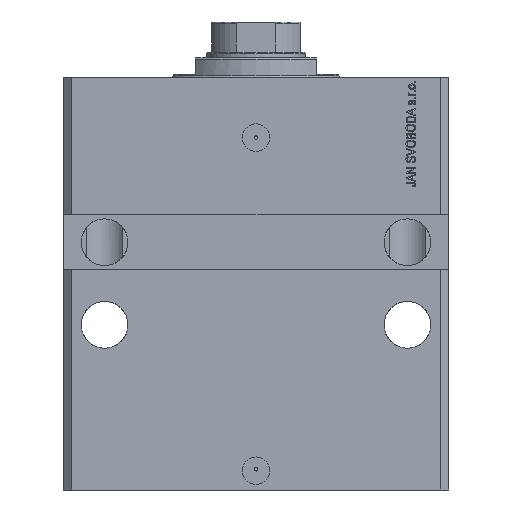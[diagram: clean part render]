
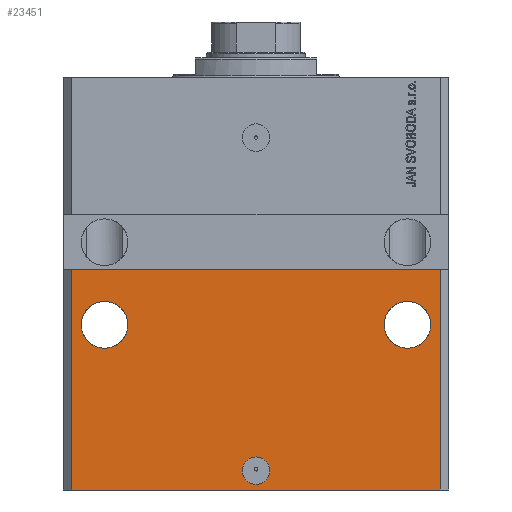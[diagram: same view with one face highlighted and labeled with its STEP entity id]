
A CAD part, front view. The second image highlights one B-rep face of the part: STEP entity #23451.
In plain terms, the highlighted planar face has unit normal (0, -1, 0).
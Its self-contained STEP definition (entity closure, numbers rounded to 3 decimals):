
#33 = CARTESIAN_POINT ( 'NONE',  ( 0., -55., -143. ) ) ;
#42 = DIRECTION ( 'NONE',  ( 1., 0., 0. ) ) ;
#196 = CARTESIAN_POINT ( 'NONE',  ( -67., -55., -150. ) ) ;
#437 = DIRECTION ( 'NONE',  ( 1., 0., 0. ) ) ;
#999 = ORIENTED_EDGE ( 'NONE', *, *, #44984, .F. ) ;
#1898 = EDGE_CURVE ( 'NONE', #38516, #37102, #40344, .T. ) ;
#1978 = VERTEX_POINT ( 'NONE', #12724 ) ;
#3317 = CARTESIAN_POINT ( 'NONE',  ( -5., -55., -143. ) ) ;
#3859 = EDGE_CURVE ( 'NONE', #19130, #15830, #26781, .T. ) ;
#4744 = DIRECTION ( 'NONE',  ( -1., 0., 0. ) ) ;
#5519 = VECTOR ( 'NONE', #23030, 1000. ) ;
#6174 = EDGE_CURVE ( 'NONE', #19130, #1978, #25897, .T. ) ;
#7021 = CARTESIAN_POINT ( 'NONE',  ( -55., -55., -90. ) ) ;
#7095 = EDGE_LOOP ( 'NONE', ( #19896, #23096 ) ) ;
#7817 = CARTESIAN_POINT ( 'NONE',  ( -55., -55., -90. ) ) ;
#8770 = CARTESIAN_POINT ( 'NONE',  ( -67., -55., -70. ) ) ;
#9957 = EDGE_CURVE ( 'NONE', #28669, #12217, #31697, .T. ) ;
#10205 = DIRECTION ( 'NONE',  ( 1., 0., 0. ) ) ;
#11862 = ORIENTED_EDGE ( 'NONE', *, *, #12004, .T. ) ;
#12004 = EDGE_CURVE ( 'NONE', #1978, #35875, #39208, .T. ) ;
#12217 = VERTEX_POINT ( 'NONE', #29453 ) ;
#12306 = ORIENTED_EDGE ( 'NONE', *, *, #34429, .F. ) ;
#12452 = EDGE_LOOP ( 'NONE', ( #12306, #15124, #15608, #11862 ) ) ;
#12724 = CARTESIAN_POINT ( 'NONE',  ( 67., -55., -150. ) ) ;
#15063 = ORIENTED_EDGE ( 'NONE', *, *, #1898, .F. ) ;
#15124 = ORIENTED_EDGE ( 'NONE', *, *, #3859, .F. ) ;
#15516 = CIRCLE ( 'NONE', #24263, 5. ) ;
#15608 = ORIENTED_EDGE ( 'NONE', *, *, #6174, .T. ) ;
#15830 = VERTEX_POINT ( 'NONE', #8770 ) ;
#16357 = FACE_BOUND ( 'NONE', #23044, .T. ) ;
#16389 = CIRCLE ( 'NONE', #18797, 5. ) ;
#16437 = EDGE_LOOP ( 'NONE', ( #37763, #32535 ) ) ;
#16895 = DIRECTION ( 'NONE',  ( 0., -1., 0. ) ) ;
#18004 = CIRCLE ( 'NONE', #33107, 8.5 ) ;
#18797 = AXIS2_PLACEMENT_3D ( 'NONE', #23065, #26556, #22816 ) ;
#19130 = VERTEX_POINT ( 'NONE', #38858 ) ;
#19273 = CARTESIAN_POINT ( 'NONE',  ( 5., -55., -143. ) ) ;
#19896 = ORIENTED_EDGE ( 'NONE', *, *, #9957, .F. ) ;
#21395 = CIRCLE ( 'NONE', #30978, 8.5 ) ;
#22218 = DIRECTION ( 'NONE',  ( 0., -1., 0. ) ) ;
#22816 = DIRECTION ( 'NONE',  ( 1., 0., 0. ) ) ;
#23030 = DIRECTION ( 'NONE',  ( 0., 0., 1. ) ) ;
#23044 = EDGE_LOOP ( 'NONE', ( #999, #15063 ) ) ;
#23065 = CARTESIAN_POINT ( 'NONE',  ( 0., -55., -143. ) ) ;
#23096 = ORIENTED_EDGE ( 'NONE', *, *, #34824, .F. ) ;
#23451 = ADVANCED_FACE ( 'NONE', ( #42312, #16357, #26614, #23604 ), #41820, .T. ) ;
#23604 = FACE_OUTER_BOUND ( 'NONE', #12452, .T. ) ;
#23935 = LINE ( 'NONE', #44349, #33910 ) ;
#24263 = AXIS2_PLACEMENT_3D ( 'NONE', #33, #22218, #30424 ) ;
#25897 = LINE ( 'NONE', #29628, #45957 ) ;
#26556 = DIRECTION ( 'NONE',  ( 0., -1., 0. ) ) ;
#26614 = FACE_BOUND ( 'NONE', #7095, .T. ) ;
#26745 = DIRECTION ( 'NONE',  ( -1., 0., 0. ) ) ;
#26781 = LINE ( 'NONE', #34013, #42812 ) ;
#28091 = VERTEX_POINT ( 'NONE', #3317 ) ;
#28111 = CARTESIAN_POINT ( 'NONE',  ( 55., -55., -90. ) ) ;
#28669 = VERTEX_POINT ( 'NONE', #36593 ) ;
#29453 = CARTESIAN_POINT ( 'NONE',  ( -63.5, -55., -90. ) ) ;
#29628 = CARTESIAN_POINT ( 'NONE',  ( -67., -55., -150. ) ) ;
#30424 = DIRECTION ( 'NONE',  ( 1., 0., 0. ) ) ;
#30923 = CARTESIAN_POINT ( 'NONE',  ( 55., -55., -90. ) ) ;
#30978 = AXIS2_PLACEMENT_3D ( 'NONE', #28111, #16895, #46832 ) ;
#31228 = EDGE_CURVE ( 'NONE', #34902, #28091, #15516, .T. ) ;
#31697 = CIRCLE ( 'NONE', #45276, 8.5 ) ;
#32535 = ORIENTED_EDGE ( 'NONE', *, *, #34618, .F. ) ;
#32924 = CARTESIAN_POINT ( 'NONE',  ( 67., -55., -70. ) ) ;
#33107 = AXIS2_PLACEMENT_3D ( 'NONE', #7817, #45208, #26745 ) ;
#33910 = VECTOR ( 'NONE', #36377, 1000. ) ;
#34013 = CARTESIAN_POINT ( 'NONE',  ( -67., -55., -150. ) ) ;
#34429 = EDGE_CURVE ( 'NONE', #15830, #35875, #23935, .T. ) ;
#34618 = EDGE_CURVE ( 'NONE', #28091, #34902, #16389, .T. ) ;
#34737 = CARTESIAN_POINT ( 'NONE',  ( 67., -55., -150. ) ) ;
#34824 = EDGE_CURVE ( 'NONE', #12217, #28669, #18004, .T. ) ;
#34902 = VERTEX_POINT ( 'NONE', #19273 ) ;
#35875 = VERTEX_POINT ( 'NONE', #32924 ) ;
#36377 = DIRECTION ( 'NONE',  ( 1., 0., 0. ) ) ;
#36593 = CARTESIAN_POINT ( 'NONE',  ( -46.5, -55., -90. ) ) ;
#36853 = AXIS2_PLACEMENT_3D ( 'NONE', #196, #46059, #437 ) ;
#37102 = VERTEX_POINT ( 'NONE', #49361 ) ;
#37427 = DIRECTION ( 'NONE',  ( 0., -1., 0. ) ) ;
#37763 = ORIENTED_EDGE ( 'NONE', *, *, #31228, .F. ) ;
#38516 = VERTEX_POINT ( 'NONE', #40549 ) ;
#38858 = CARTESIAN_POINT ( 'NONE',  ( -67., -55., -150. ) ) ;
#39208 = LINE ( 'NONE', #34737, #5519 ) ;
#40344 = CIRCLE ( 'NONE', #44302, 8.5 ) ;
#40549 = CARTESIAN_POINT ( 'NONE',  ( 46.5, -55., -90. ) ) ;
#41820 = PLANE ( 'NONE',  #36853 ) ;
#41986 = DIRECTION ( 'NONE',  ( 0., 0., 1. ) ) ;
#42312 = FACE_BOUND ( 'NONE', #16437, .T. ) ;
#42812 = VECTOR ( 'NONE', #41986, 1000. ) ;
#44302 = AXIS2_PLACEMENT_3D ( 'NONE', #30923, #45165, #42 ) ;
#44349 = CARTESIAN_POINT ( 'NONE',  ( -70., -55., -70. ) ) ;
#44984 = EDGE_CURVE ( 'NONE', #37102, #38516, #21395, .T. ) ;
#45165 = DIRECTION ( 'NONE',  ( 0., -1., 0. ) ) ;
#45208 = DIRECTION ( 'NONE',  ( 0., -1., 0. ) ) ;
#45276 = AXIS2_PLACEMENT_3D ( 'NONE', #7021, #37427, #4744 ) ;
#45957 = VECTOR ( 'NONE', #10205, 1000. ) ;
#46059 = DIRECTION ( 'NONE',  ( 0., -1., 0. ) ) ;
#46832 = DIRECTION ( 'NONE',  ( 1., 0., 0. ) ) ;
#49361 = CARTESIAN_POINT ( 'NONE',  ( 63.5, -55., -90. ) ) ;
